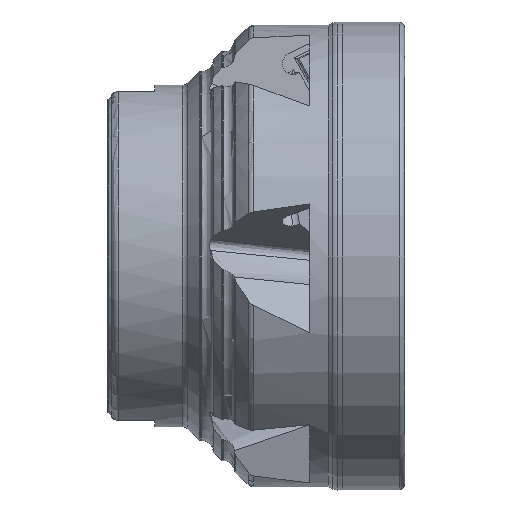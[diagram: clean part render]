
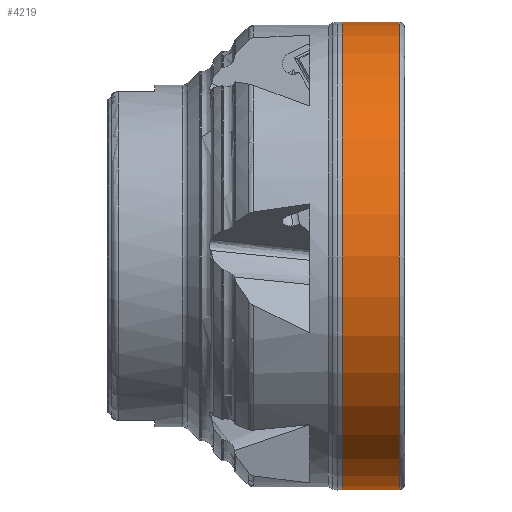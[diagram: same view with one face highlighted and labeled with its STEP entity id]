
A CAD part, front view. The second image highlights one B-rep face of the part: STEP entity #4219.
In plain terms, the highlighted cylindrical face has radius 31.5 mm (diameter 63 mm), a partial arc.
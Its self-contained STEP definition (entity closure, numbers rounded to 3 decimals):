
#150 = EDGE_CURVE ( 'NONE', #3230, #3270, #2937, .T. ) ;
#159 = EDGE_CURVE ( 'NONE', #4014, #3223, #2947, .T. ) ;
#2354 = EDGE_LOOP ( 'NONE', ( #2580, #2581, #2582, #2583 ) ) ;
#2580 = ORIENTED_EDGE ( 'NONE', *, *, #7875, .F. ) ;
#2581 = ORIENTED_EDGE ( 'NONE', *, *, #159, .T. ) ;
#2582 = ORIENTED_EDGE ( 'NONE', *, *, #7915, .T. ) ;
#2583 = ORIENTED_EDGE ( 'NONE', *, *, #150, .F. ) ;
#2937 = CIRCLE ( 'NONE', #7245, 31.5 ) ;
#2947 = CIRCLE ( 'NONE', #7262, 31.5 ) ;
#3223 = VERTEX_POINT ( 'NONE', #11575 ) ;
#3230 = VERTEX_POINT ( 'NONE', #11582 ) ;
#3270 = VERTEX_POINT ( 'NONE', #11622 ) ;
#4014 = VERTEX_POINT ( 'NONE', #5380 ) ;
#4219 = ADVANCED_FACE ( 'NONE', ( #6139 ), #6142, .T. ) ;
#5380 = CARTESIAN_POINT ( 'NONE',  ( -6.606, 0., 31.5 ) ) ;
#5752 = DIRECTION ( 'NONE',  ( 0., 0., -1. ) ) ;
#5753 = DIRECTION ( 'NONE',  ( 1., 0., 0. ) ) ;
#5754 = CARTESIAN_POINT ( 'NONE',  ( 6.094, 0., 0. ) ) ;
#6139 = FACE_OUTER_BOUND ( 'NONE', #2354, .T. ) ;
#6142 = CYLINDRICAL_SURFACE ( 'NONE', #7462, 31.5 ) ;
#7137 = VECTOR ( 'NONE', #10348, 1000. ) ;
#7139 = LINE ( 'NONE', #10346, #7137 ) ;
#7167 = LINE ( 'NONE', #10599, #7173 ) ;
#7173 = VECTOR ( 'NONE', #10601, 1000. ) ;
#7245 = AXIS2_PLACEMENT_3D ( 'NONE', #10669, #10678, #10680 ) ;
#7262 = AXIS2_PLACEMENT_3D ( 'NONE', #10696, #10734, #10736 ) ;
#7462 = AXIS2_PLACEMENT_3D ( 'NONE', #5754, #5753, #5752 ) ;
#7875 = EDGE_CURVE ( 'NONE', #4014, #3230, #7139, .T. ) ;
#7915 = EDGE_CURVE ( 'NONE', #3223, #3270, #7167, .T. ) ;
#10346 = CARTESIAN_POINT ( 'NONE',  ( 6.094, 0., 31.5 ) ) ;
#10348 = DIRECTION ( 'NONE',  ( 1., 0., 0. ) ) ;
#10599 = CARTESIAN_POINT ( 'NONE',  ( 6.094, 0., -31.5 ) ) ;
#10601 = DIRECTION ( 'NONE',  ( 1., 0., 0. ) ) ;
#10669 = CARTESIAN_POINT ( 'NONE',  ( 1.039, 0., 0. ) ) ;
#10678 = DIRECTION ( 'NONE',  ( 1., 0., 0. ) ) ;
#10680 = DIRECTION ( 'NONE',  ( 0., 0., -1. ) ) ;
#10696 = CARTESIAN_POINT ( 'NONE',  ( -6.606, 0., 0. ) ) ;
#10734 = DIRECTION ( 'NONE',  ( 1., 0., 0. ) ) ;
#10736 = DIRECTION ( 'NONE',  ( 0., 0., -1. ) ) ;
#11575 = CARTESIAN_POINT ( 'NONE',  ( -6.606, 0., -31.5 ) ) ;
#11582 = CARTESIAN_POINT ( 'NONE',  ( 1.039, 0., 31.5 ) ) ;
#11622 = CARTESIAN_POINT ( 'NONE',  ( 1.039, 0., -31.5 ) ) ;
